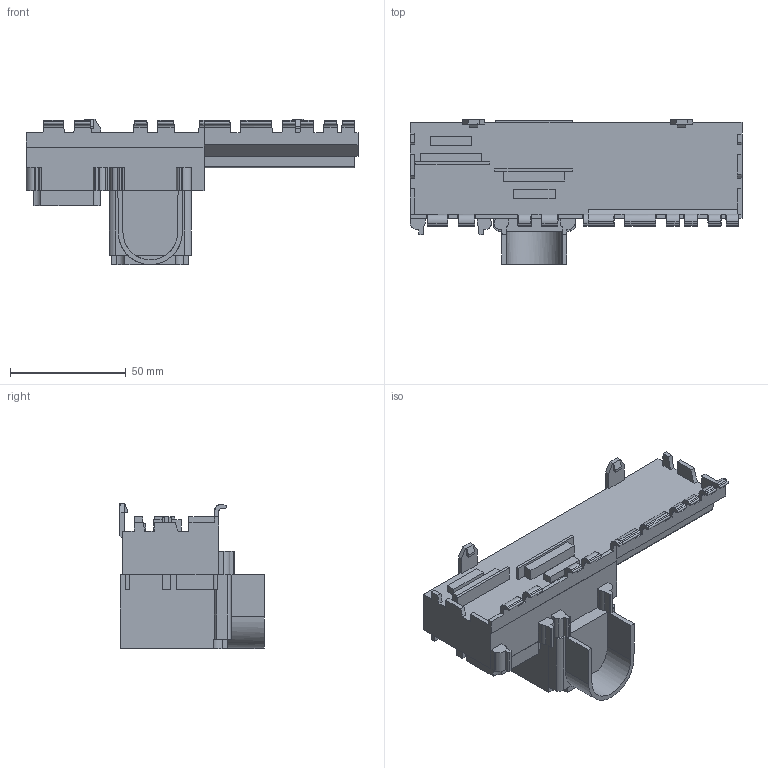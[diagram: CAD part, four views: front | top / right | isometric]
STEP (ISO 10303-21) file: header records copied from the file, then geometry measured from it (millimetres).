
FILE_DESCRIPTION (( 'STEP AP214' ), '1' );
FILE_NAME ('2CCR215022A0001.STEP', '2020-10-12T11:59:03', ( '' ), ( '' ), 'SwSTEP 2.0', 'SolidWorks 2018', '' );
FILE_SCHEMA (( 'AUTOMOTIVE_DESIGN' ));
Length unit declared in the file: millimetre
Products named in the file (1): 2CCR215022A0001
Bounding box: 143.61 x 62.52 x 62.75 mm (x, y, z)
Volume: 131679 mm3; surface area: 33170.4 mm2
Topology: 1 solids, 1 shells, 321 faces, 938 edges, 627 vertices
Faces by surface type: plane 239, cylinder 57, bspline 25
Entity records: 10813 total; most frequent: CARTESIAN_POINT 2608, ORIENTED_EDGE 1876, DIRECTION 1478, EDGE_CURVE 938, VECTOR 740, LINE 740, VERTEX_POINT 627, AXIS2_PLACEMENT_3D 369
